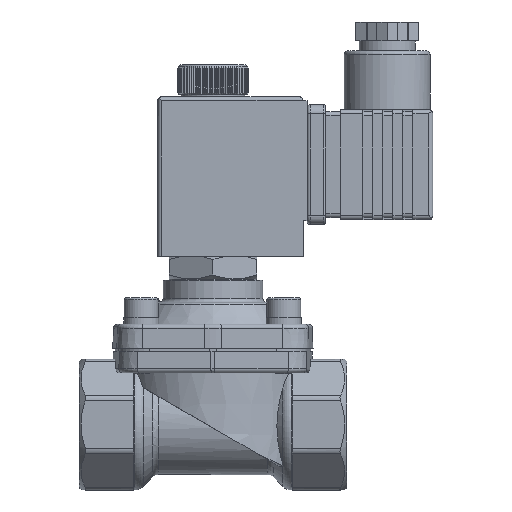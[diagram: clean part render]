
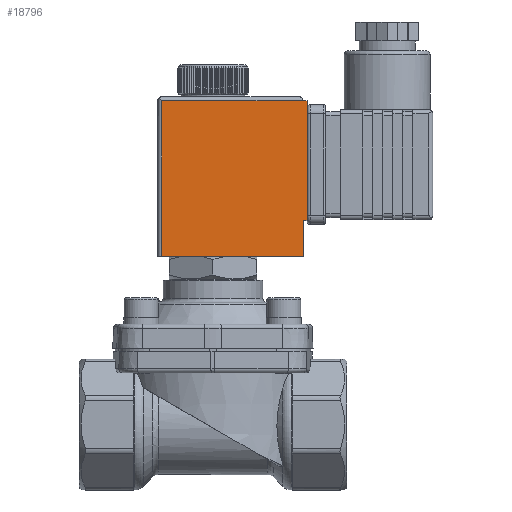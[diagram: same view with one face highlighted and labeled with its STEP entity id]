
A CAD part, top view. The second image highlights one B-rep face of the part: STEP entity #18796.
In plain terms, the highlighted planar face has unit normal (0, 0, 1).
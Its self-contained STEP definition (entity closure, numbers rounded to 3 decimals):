
#13824=CARTESIAN_POINT('',(23.6,51.15,14.75));
#13825=VERTEX_POINT('',#13824);
#13826=CARTESIAN_POINT('',(22.6,51.15,14.75));
#13827=VERTEX_POINT('',#13826);
#13828=CARTESIAN_POINT('',(23.6,51.15,14.75));
#13829=DIRECTION('',(-1.0,0.0,0.0));
#13830=VECTOR('',#13829,1.0);
#13831=LINE('',#13828,#13830);
#13832=EDGE_CURVE('',#13825,#13827,#13831,.T.);
#13864=CARTESIAN_POINT('',(22.6,42.15,14.75));
#13865=VERTEX_POINT('',#13864);
#13866=CARTESIAN_POINT('',(22.6,51.15,14.75));
#13867=DIRECTION('',(0.0,-1.0,0.0));
#13868=VECTOR('',#13867,9.);
#13869=LINE('',#13866,#13868);
#13870=EDGE_CURVE('',#13827,#13865,#13869,.T.);
#18592=CARTESIAN_POINT('',(23.6,81.15,14.75));
#18593=VERTEX_POINT('',#18592);
#18594=CARTESIAN_POINT('',(23.6,81.15,14.75));
#18595=DIRECTION('',(0.0,-1.0,0.0));
#18596=VECTOR('',#18595,30.);
#18597=LINE('',#18594,#18596);
#18598=EDGE_CURVE('',#18593,#13825,#18597,.T.);
#18756=CARTESIAN_POINT('',(-12.8,81.15,14.75));
#18757=DIRECTION('',(0.0,0.0,-1.0));
#18758=DIRECTION('',(-1.0,0.0,0.0));
#18759=AXIS2_PLACEMENT_3D('',#18756,#18757,#18758);
#18760=PLANE('',#18759);
#18761=CARTESIAN_POINT('',(-12.8,81.15,14.75));
#18762=VERTEX_POINT('',#18761);
#18763=CARTESIAN_POINT('',(-12.8,42.15,14.75));
#18764=VERTEX_POINT('',#18763);
#18765=CARTESIAN_POINT('',(-12.8,81.15,14.75));
#18766=DIRECTION('',(0.0,-1.0,0.0));
#18767=VECTOR('',#18766,39.0);
#18768=LINE('',#18765,#18767);
#18769=EDGE_CURVE('',#18762,#18764,#18768,.T.);
#18770=ORIENTED_EDGE('',*,*,#18769,.T.);
#18771=CARTESIAN_POINT('',(22.6,42.15,14.75));
#18772=DIRECTION('',(-1.0,0.0,0.0));
#18773=VECTOR('',#18772,35.4);
#18774=LINE('',#18771,#18773);
#18775=EDGE_CURVE('',#13865,#18764,#18774,.T.);
#18776=ORIENTED_EDGE('',*,*,#18775,.F.);
#18777=ORIENTED_EDGE('',*,*,#13870,.F.);
#18778=ORIENTED_EDGE('',*,*,#13832,.F.);
#18779=ORIENTED_EDGE('',*,*,#18598,.F.);
#18780=CARTESIAN_POINT('',(22.6,81.15,14.75));
#18781=VERTEX_POINT('',#18780);
#18782=CARTESIAN_POINT('',(22.6,81.15,14.75));
#18783=DIRECTION('',(1.0,0.0,0.0));
#18784=VECTOR('',#18783,1.0);
#18785=LINE('',#18782,#18784);
#18786=EDGE_CURVE('',#18781,#18593,#18785,.T.);
#18787=ORIENTED_EDGE('',*,*,#18786,.F.);
#18788=CARTESIAN_POINT('',(-12.8,81.15,14.75));
#18789=DIRECTION('',(1.0,0.0,0.0));
#18790=VECTOR('',#18789,35.4);
#18791=LINE('',#18788,#18790);
#18792=EDGE_CURVE('',#18781,#18762,#18791,.F.);
#18793=ORIENTED_EDGE('',*,*,#18792,.T.);
#18794=EDGE_LOOP('',(#18770,#18776,#18777,#18778,#18779,#18787,#18793));
#18795=FACE_OUTER_BOUND('',#18794,.T.);
#18796=ADVANCED_FACE('',(#18795),#18760,.F.);
